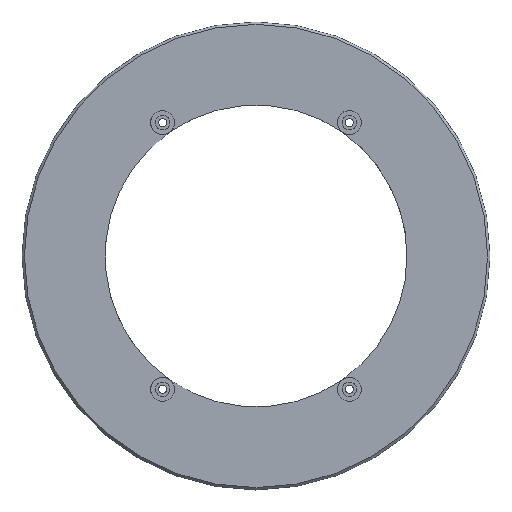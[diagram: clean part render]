
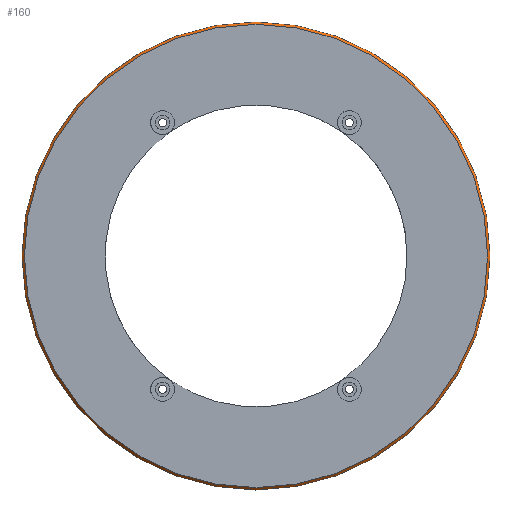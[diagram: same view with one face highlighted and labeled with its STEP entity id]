
A CAD part, top view. The second image highlights one B-rep face of the part: STEP entity #160.
In plain terms, the highlighted conical face has half-angle 45 degrees and reference radius 98 mm.
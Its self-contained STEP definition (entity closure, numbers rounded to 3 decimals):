
#24 = VERTEX_POINT('',#25);
#25 = CARTESIAN_POINT('',(98.,0.,2.5));
#32 = CYLINDRICAL_SURFACE('',#33,98.);
#33 = AXIS2_PLACEMENT_3D('',#34,#35,#36);
#34 = CARTESIAN_POINT('',(0.,0.,0.));
#35 = DIRECTION('',(-0.,-0.,-1.));
#36 = DIRECTION('',(1.,0.,0.));
#51 = EDGE_CURVE('',#24,#24,#52,.T.);
#52 = SURFACE_CURVE('',#53,(#58,#65),.PCURVE_S1.);
#53 = CIRCLE('',#54,98.);
#54 = AXIS2_PLACEMENT_3D('',#55,#56,#57);
#55 = CARTESIAN_POINT('',(0.,0.,2.5));
#56 = DIRECTION('',(0.,0.,1.));
#57 = DIRECTION('',(1.,0.,0.));
#58 = PCURVE('',#32,#59);
#59 = DEFINITIONAL_REPRESENTATION('',(#60),#64);
#60 = LINE('',#61,#62);
#61 = CARTESIAN_POINT('',(-0.,-2.5));
#62 = VECTOR('',#63,1.);
#63 = DIRECTION('',(-1.,0.));
#64 = ( GEOMETRIC_REPRESENTATION_CONTEXT(2) 
PARAMETRIC_REPRESENTATION_CONTEXT() REPRESENTATION_CONTEXT('2D SPACE',''
  ) );
#65 = PCURVE('',#66,#71);
#66 = CONICAL_SURFACE('',#67,98.,0.785);
#67 = AXIS2_PLACEMENT_3D('',#68,#69,#70);
#68 = CARTESIAN_POINT('',(0.,0.,2.5));
#69 = DIRECTION('',(-0.,-0.,-1.));
#70 = DIRECTION('',(1.,0.,0.));
#71 = DEFINITIONAL_REPRESENTATION('',(#72),#76);
#72 = LINE('',#73,#74);
#73 = CARTESIAN_POINT('',(-0.,-0.));
#74 = VECTOR('',#75,1.);
#75 = DIRECTION('',(-1.,-0.));
#76 = ( GEOMETRIC_REPRESENTATION_CONTEXT(2) 
PARAMETRIC_REPRESENTATION_CONTEXT() REPRESENTATION_CONTEXT('2D SPACE',''
  ) );
#160 = ADVANCED_FACE('',(#161),#66,.T.);
#161 = FACE_BOUND('',#162,.T.);
#162 = EDGE_LOOP('',(#163,#186,#187,#188));
#163 = ORIENTED_EDGE('',*,*,#164,.F.);
#164 = EDGE_CURVE('',#24,#165,#167,.T.);
#165 = VERTEX_POINT('',#166);
#166 = CARTESIAN_POINT('',(97.,0.,3.5));
#167 = SEAM_CURVE('',#168,(#172,#179),.PCURVE_S1.);
#168 = LINE('',#169,#170);
#169 = CARTESIAN_POINT('',(98.,0.,2.5));
#170 = VECTOR('',#171,1.);
#171 = DIRECTION('',(-0.707,0.,0.707));
#172 = PCURVE('',#66,#173);
#173 = DEFINITIONAL_REPRESENTATION('',(#174),#178);
#174 = LINE('',#175,#176);
#175 = CARTESIAN_POINT('',(-0.,-0.));
#176 = VECTOR('',#177,1.);
#177 = DIRECTION('',(-0.,-1.));
#178 = ( GEOMETRIC_REPRESENTATION_CONTEXT(2) 
PARAMETRIC_REPRESENTATION_CONTEXT() REPRESENTATION_CONTEXT('2D SPACE',''
  ) );
#179 = PCURVE('',#66,#180);
#180 = DEFINITIONAL_REPRESENTATION('',(#181),#185);
#181 = LINE('',#182,#183);
#182 = CARTESIAN_POINT('',(-6.283,-0.));
#183 = VECTOR('',#184,1.);
#184 = DIRECTION('',(-0.,-1.));
#185 = ( GEOMETRIC_REPRESENTATION_CONTEXT(2) 
PARAMETRIC_REPRESENTATION_CONTEXT() REPRESENTATION_CONTEXT('2D SPACE',''
  ) );
#186 = ORIENTED_EDGE('',*,*,#51,.T.);
#187 = ORIENTED_EDGE('',*,*,#164,.T.);
#188 = ORIENTED_EDGE('',*,*,#189,.F.);
#189 = EDGE_CURVE('',#165,#165,#190,.T.);
#190 = SURFACE_CURVE('',#191,(#196,#203),.PCURVE_S1.);
#191 = CIRCLE('',#192,97.);
#192 = AXIS2_PLACEMENT_3D('',#193,#194,#195);
#193 = CARTESIAN_POINT('',(0.,0.,3.5));
#194 = DIRECTION('',(0.,0.,1.));
#195 = DIRECTION('',(1.,0.,0.));
#196 = PCURVE('',#66,#197);
#197 = DEFINITIONAL_REPRESENTATION('',(#198),#202);
#198 = LINE('',#199,#200);
#199 = CARTESIAN_POINT('',(-0.,-1.));
#200 = VECTOR('',#201,1.);
#201 = DIRECTION('',(-1.,-0.));
#202 = ( GEOMETRIC_REPRESENTATION_CONTEXT(2) 
PARAMETRIC_REPRESENTATION_CONTEXT() REPRESENTATION_CONTEXT('2D SPACE',''
  ) );
#203 = PCURVE('',#204,#209);
#204 = PLANE('',#205);
#205 = AXIS2_PLACEMENT_3D('',#206,#207,#208);
#206 = CARTESIAN_POINT('',(0.,0.,3.5));
#207 = DIRECTION('',(0.,0.,1.));
#208 = DIRECTION('',(1.,0.,0.));
#209 = DEFINITIONAL_REPRESENTATION('',(#210),#214);
#210 = CIRCLE('',#211,97.);
#211 = AXIS2_PLACEMENT_2D('',#212,#213);
#212 = CARTESIAN_POINT('',(0.,0.));
#213 = DIRECTION('',(1.,0.));
#214 = ( GEOMETRIC_REPRESENTATION_CONTEXT(2) 
PARAMETRIC_REPRESENTATION_CONTEXT() REPRESENTATION_CONTEXT('2D SPACE',''
  ) );
